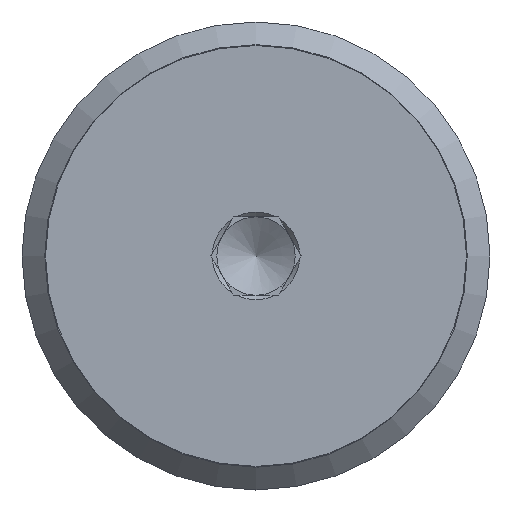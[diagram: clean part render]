
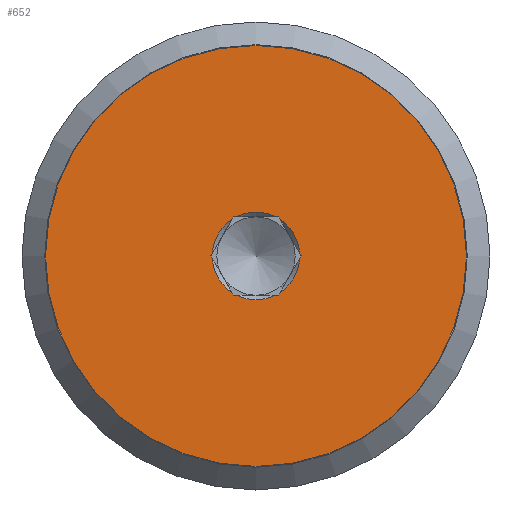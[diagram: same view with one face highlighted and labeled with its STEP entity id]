
A CAD part, top view. The second image highlights one B-rep face of the part: STEP entity #652.
In plain terms, the highlighted planar face has unit normal (0, 0, 1).
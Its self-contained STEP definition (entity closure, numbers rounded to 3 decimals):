
#32=FACE_BOUND('',#151,.T.);
#55=CIRCLE('',#750,9.5);
#56=CIRCLE('',#752,9.5);
#57=CIRCLE('',#754,9.5);
#58=CIRCLE('',#756,9.5);
#59=CIRCLE('',#758,9.5);
#60=CIRCLE('',#760,9.5);
#63=CIRCLE('',#765,45.651);
#64=CIRCLE('',#766,45.651);
#116=FACE_OUTER_BOUND('',#150,.T.);
#150=EDGE_LOOP('',(#517,#518));
#151=EDGE_LOOP('',(#519,#520,#521,#522,#523,#524,#525,#526,#527,#528,#529,
#530,#531,#532,#533,#534,#535,#536));
#168=LINE('',#1038,#205);
#173=LINE('',#1048,#210);
#174=LINE('',#1059,#211);
#178=LINE('',#1066,#215);
#179=LINE('',#1076,#216);
#183=LINE('',#1084,#220);
#184=LINE('',#1095,#221);
#188=LINE('',#1102,#225);
#189=LINE('',#1112,#226);
#193=LINE('',#1120,#230);
#196=LINE('',#1147,#233);
#197=LINE('',#1149,#234);
#205=VECTOR('',#822,10.);
#210=VECTOR('',#827,10.);
#211=VECTOR('',#830,10.);
#215=VECTOR('',#834,10.);
#216=VECTOR('',#837,10.);
#220=VECTOR('',#841,10.);
#221=VECTOR('',#844,10.);
#225=VECTOR('',#848,10.);
#226=VECTOR('',#851,10.);
#230=VECTOR('',#855,10.);
#233=VECTOR('',#886,10.);
#234=VECTOR('',#887,10.);
#254=VERTEX_POINT('',#1032);
#256=VERTEX_POINT('',#1037);
#260=VERTEX_POINT('',#1045);
#261=VERTEX_POINT('',#1047);
#262=VERTEX_POINT('',#1053);
#264=VERTEX_POINT('',#1058);
#267=VERTEX_POINT('',#1065);
#268=VERTEX_POINT('',#1071);
#272=VERTEX_POINT('',#1081);
#273=VERTEX_POINT('',#1083);
#274=VERTEX_POINT('',#1089);
#276=VERTEX_POINT('',#1094);
#279=VERTEX_POINT('',#1101);
#280=VERTEX_POINT('',#1107);
#284=VERTEX_POINT('',#1117);
#285=VERTEX_POINT('',#1119);
#288=VERTEX_POINT('',#1142);
#290=VERTEX_POINT('',#1148);
#293=VERTEX_POINT('',#1172);
#294=VERTEX_POINT('',#1173);
#324=EDGE_CURVE('',#256,#254,#168,.T.);
#329=EDGE_CURVE('',#261,#260,#173,.T.);
#332=EDGE_CURVE('',#264,#262,#174,.T.);
#336=EDGE_CURVE('',#267,#256,#178,.T.);
#339=EDGE_CURVE('',#260,#268,#179,.T.);
#343=EDGE_CURVE('',#273,#272,#183,.T.);
#346=EDGE_CURVE('',#276,#274,#184,.T.);
#350=EDGE_CURVE('',#279,#264,#188,.T.);
#353=EDGE_CURVE('',#272,#280,#189,.T.);
#357=EDGE_CURVE('',#285,#284,#193,.T.);
#369=EDGE_CURVE('',#284,#288,#196,.T.);
#370=EDGE_CURVE('',#290,#276,#197,.T.);
#372=EDGE_CURVE('',#285,#280,#55,.T.);
#373=EDGE_CURVE('',#290,#288,#56,.T.);
#374=EDGE_CURVE('',#273,#268,#57,.T.);
#375=EDGE_CURVE('',#279,#274,#58,.T.);
#376=EDGE_CURVE('',#267,#262,#59,.T.);
#377=EDGE_CURVE('',#261,#254,#60,.T.);
#381=EDGE_CURVE('',#293,#294,#63,.T.);
#382=EDGE_CURVE('',#294,#293,#64,.T.);
#517=ORIENTED_EDGE('',*,*,#381,.F.);
#518=ORIENTED_EDGE('',*,*,#382,.F.);
#519=ORIENTED_EDGE('',*,*,#324,.T.);
#520=ORIENTED_EDGE('',*,*,#377,.F.);
#521=ORIENTED_EDGE('',*,*,#329,.T.);
#522=ORIENTED_EDGE('',*,*,#339,.T.);
#523=ORIENTED_EDGE('',*,*,#374,.F.);
#524=ORIENTED_EDGE('',*,*,#343,.T.);
#525=ORIENTED_EDGE('',*,*,#353,.T.);
#526=ORIENTED_EDGE('',*,*,#372,.F.);
#527=ORIENTED_EDGE('',*,*,#357,.T.);
#528=ORIENTED_EDGE('',*,*,#369,.T.);
#529=ORIENTED_EDGE('',*,*,#373,.F.);
#530=ORIENTED_EDGE('',*,*,#370,.T.);
#531=ORIENTED_EDGE('',*,*,#346,.T.);
#532=ORIENTED_EDGE('',*,*,#375,.F.);
#533=ORIENTED_EDGE('',*,*,#350,.T.);
#534=ORIENTED_EDGE('',*,*,#332,.T.);
#535=ORIENTED_EDGE('',*,*,#376,.F.);
#536=ORIENTED_EDGE('',*,*,#336,.T.);
#629=PLANE('',#764);
#652=ADVANCED_FACE('',(#116,#32),#629,.T.);
#750=AXIS2_PLACEMENT_3D('',#1154,#890,#891);
#752=AXIS2_PLACEMENT_3D('',#1156,#894,#895);
#754=AXIS2_PLACEMENT_3D('',#1158,#898,#899);
#756=AXIS2_PLACEMENT_3D('',#1160,#902,#903);
#758=AXIS2_PLACEMENT_3D('',#1162,#906,#907);
#760=AXIS2_PLACEMENT_3D('',#1164,#910,#911);
#764=AXIS2_PLACEMENT_3D('',#1171,#919,#920);
#765=AXIS2_PLACEMENT_3D('',#1174,#921,#922);
#766=AXIS2_PLACEMENT_3D('',#1175,#923,#924);
#822=DIRECTION('',(0.5,0.866,0.));
#827=DIRECTION('',(0.5,0.866,0.));
#830=DIRECTION('',(-0.5,0.866,0.));
#834=DIRECTION('',(-0.5,0.866,0.));
#837=DIRECTION('',(1.,0.,0.));
#841=DIRECTION('',(1.,0.,0.));
#844=DIRECTION('',(-1.,0.,0.));
#848=DIRECTION('',(-1.,0.,0.));
#851=DIRECTION('',(0.5,-0.866,0.));
#855=DIRECTION('',(0.5,-0.866,0.));
#886=DIRECTION('',(-0.5,-0.866,0.));
#887=DIRECTION('',(-0.5,-0.866,0.));
#890=DIRECTION('center_axis',(0.,0.,1.));
#891=DIRECTION('ref_axis',(-1.,0.,0.));
#894=DIRECTION('center_axis',(0.,0.,1.));
#895=DIRECTION('ref_axis',(-1.,0.,0.));
#898=DIRECTION('center_axis',(0.,0.,1.));
#899=DIRECTION('ref_axis',(-1.,0.,0.));
#902=DIRECTION('center_axis',(0.,0.,1.));
#903=DIRECTION('ref_axis',(-1.,0.,0.));
#906=DIRECTION('center_axis',(0.,0.,1.));
#907=DIRECTION('ref_axis',(-1.,0.,0.));
#910=DIRECTION('center_axis',(0.,0.,1.));
#911=DIRECTION('ref_axis',(-1.,0.,0.));
#919=DIRECTION('center_axis',(0.,0.,1.));
#920=DIRECTION('ref_axis',(1.,0.,0.));
#921=DIRECTION('center_axis',(0.,0.,-1.));
#922=DIRECTION('ref_axis',(1.,0.,0.));
#923=DIRECTION('center_axis',(0.,0.,-1.));
#924=DIRECTION('ref_axis',(1.,0.,0.));
#1032=CARTESIAN_POINT('',(-9.483,0.576,13.));
#1037=CARTESIAN_POINT('',(-9.815,0.,13.));
#1038=CARTESIAN_POINT('',(1.296,19.244,13.));
#1045=CARTESIAN_POINT('',(-4.907,8.5,13.));
#1047=CARTESIAN_POINT('',(-5.24,7.924,13.));
#1048=CARTESIAN_POINT('',(1.296,19.244,13.));
#1053=CARTESIAN_POINT('',(-5.24,-7.924,13.));
#1058=CARTESIAN_POINT('',(-4.907,-8.5,13.));
#1059=CARTESIAN_POINT('',(-16.018,10.744,13.));
#1065=CARTESIAN_POINT('',(-9.483,-0.576,13.));
#1066=CARTESIAN_POINT('',(-16.018,10.744,13.));
#1071=CARTESIAN_POINT('',(-4.243,8.5,13.));
#1076=CARTESIAN_POINT('',(-2.454,8.5,13.));
#1081=CARTESIAN_POINT('',(4.907,8.5,13.));
#1083=CARTESIAN_POINT('',(4.243,8.5,13.));
#1084=CARTESIAN_POINT('',(-2.454,8.5,13.));
#1089=CARTESIAN_POINT('',(4.243,-8.5,13.));
#1094=CARTESIAN_POINT('',(4.907,-8.5,13.));
#1095=CARTESIAN_POINT('',(2.454,-8.5,13.));
#1101=CARTESIAN_POINT('',(-4.243,-8.5,13.));
#1102=CARTESIAN_POINT('',(2.454,-8.5,13.));
#1107=CARTESIAN_POINT('',(5.24,7.924,13.));
#1112=CARTESIAN_POINT('',(-3.749,23.494,13.));
#1117=CARTESIAN_POINT('',(9.815,0.,13.));
#1119=CARTESIAN_POINT('',(9.483,0.576,13.));
#1120=CARTESIAN_POINT('',(-3.749,23.494,13.));
#1142=CARTESIAN_POINT('',(9.483,-0.576,13.));
#1147=CARTESIAN_POINT('',(18.472,14.994,13.));
#1148=CARTESIAN_POINT('',(5.24,-7.924,13.));
#1149=CARTESIAN_POINT('',(18.472,14.994,13.));
#1154=CARTESIAN_POINT('Origin',(0.,0.,13.));
#1156=CARTESIAN_POINT('Origin',(0.,0.,13.));
#1158=CARTESIAN_POINT('Origin',(0.,0.,13.));
#1160=CARTESIAN_POINT('Origin',(0.,0.,13.));
#1162=CARTESIAN_POINT('Origin',(0.,0.,13.));
#1164=CARTESIAN_POINT('Origin',(0.,0.,13.));
#1171=CARTESIAN_POINT('Origin',(0.,45.651,13.));
#1172=CARTESIAN_POINT('',(0.,45.651,13.));
#1173=CARTESIAN_POINT('',(45.651,0.,13.));
#1174=CARTESIAN_POINT('Origin',(0.,0.,13.));
#1175=CARTESIAN_POINT('Origin',(0.,0.,13.));
